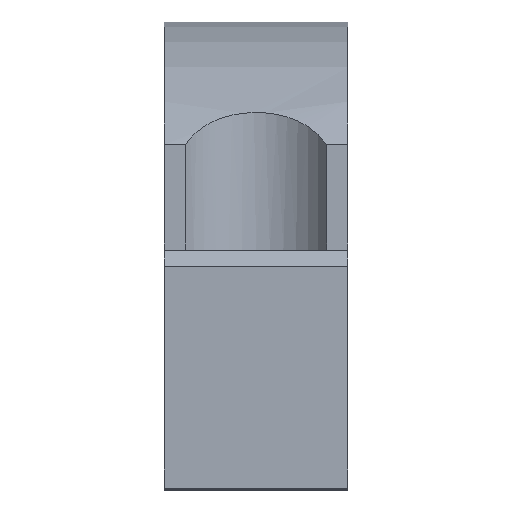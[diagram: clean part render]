
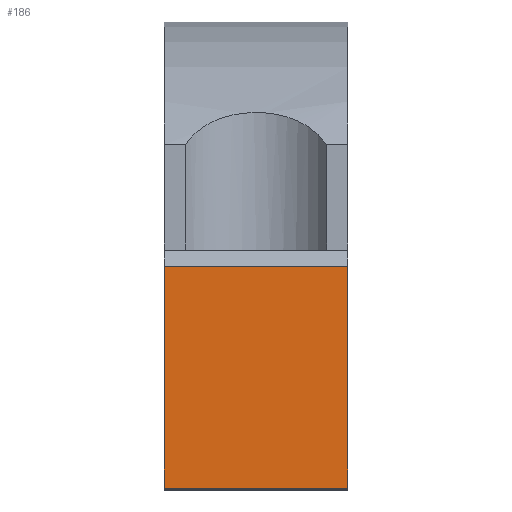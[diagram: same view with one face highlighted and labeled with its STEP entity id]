
A CAD part, top view. The second image highlights one B-rep face of the part: STEP entity #186.
In plain terms, the highlighted planar face has unit normal (0, 0, 1).
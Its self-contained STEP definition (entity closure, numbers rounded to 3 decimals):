
#6 = VECTOR ( 'NONE', #599, 1000. ) ;
#9 = LINE ( 'NONE', #502, #6 ) ;
#68 = CARTESIAN_POINT ( 'NONE',  ( 12., 0., 35.995 ) ) ;
#138 = VECTOR ( 'NONE', #641, 1000. ) ;
#145 = LINE ( 'NONE', #649, #138 ) ;
#151 = LINE ( 'NONE', #440, #153 ) ;
#153 = VECTOR ( 'NONE', #888, 1000. ) ;
#186 = ADVANCED_FACE ( 'NONE', ( #207 ), #245, .F. ) ;
#207 = FACE_OUTER_BOUND ( 'NONE', #253, .T. ) ;
#219 = DIRECTION ( 'NONE',  ( -1., 0., 0. ) ) ;
#228 = CARTESIAN_POINT ( 'NONE',  ( 12., -30.5, 35.995 ) ) ;
#229 = DIRECTION ( 'NONE',  ( 0., 1., 0. ) ) ;
#242 = DIRECTION ( 'NONE',  ( 0., 0., -1. ) ) ;
#245 = PLANE ( 'NONE',  #746 ) ;
#250 = VERTEX_POINT ( 'NONE', #932 ) ;
#253 = EDGE_LOOP ( 'NONE', ( #484, #432, #423, #442 ) ) ;
#261 = VERTEX_POINT ( 'NONE', #745 ) ;
#359 = LINE ( 'NONE', #228, #360 ) ;
#360 = VECTOR ( 'NONE', #219, 1000. ) ;
#423 = ORIENTED_EDGE ( 'NONE', *, *, #876, .T. ) ;
#432 = ORIENTED_EDGE ( 'NONE', *, *, #540, .T. ) ;
#440 = CARTESIAN_POINT ( 'NONE',  ( 12., -16., 35.995 ) ) ;
#442 = ORIENTED_EDGE ( 'NONE', *, *, #929, .F. ) ;
#484 = ORIENTED_EDGE ( 'NONE', *, *, #701, .F. ) ;
#502 = CARTESIAN_POINT ( 'NONE',  ( 0., 0., 35.995 ) ) ;
#540 = EDGE_CURVE ( 'NONE', #250, #631, #151, .T. ) ;
#599 = DIRECTION ( 'NONE',  ( 0., -1., 0. ) ) ;
#631 = VERTEX_POINT ( 'NONE', #798 ) ;
#641 = DIRECTION ( 'NONE',  ( 0., -1., 0. ) ) ;
#649 = CARTESIAN_POINT ( 'NONE',  ( 12., 0., 35.995 ) ) ;
#676 = VERTEX_POINT ( 'NONE', #902 ) ;
#701 = EDGE_CURVE ( 'NONE', #250, #261, #145, .T. ) ;
#745 = CARTESIAN_POINT ( 'NONE',  ( 12., -30.5, 35.995 ) ) ;
#746 = AXIS2_PLACEMENT_3D ( 'NONE', #68, #242, #229 ) ;
#798 = CARTESIAN_POINT ( 'NONE',  ( 0., -16., 35.995 ) ) ;
#876 = EDGE_CURVE ( 'NONE', #631, #676, #9, .T. ) ;
#888 = DIRECTION ( 'NONE',  ( -1., 0., 0. ) ) ;
#902 = CARTESIAN_POINT ( 'NONE',  ( 0., -30.5, 35.995 ) ) ;
#929 = EDGE_CURVE ( 'NONE', #261, #676, #359, .T. ) ;
#932 = CARTESIAN_POINT ( 'NONE',  ( 12., -16., 35.995 ) ) ;
